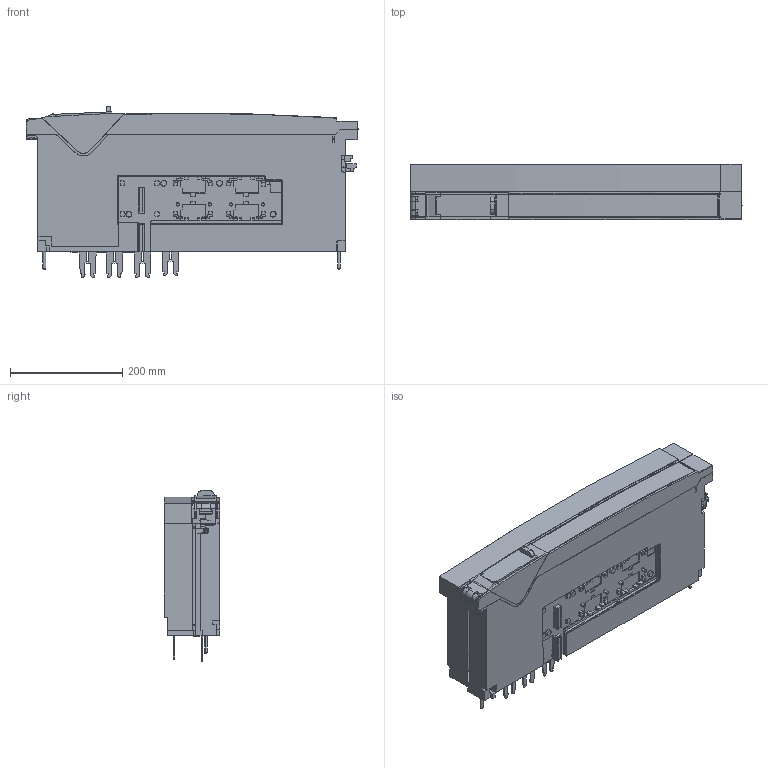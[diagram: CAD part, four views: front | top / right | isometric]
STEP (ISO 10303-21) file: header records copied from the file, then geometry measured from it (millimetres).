
FILE_DESCRIPTION((''),'2;1');
FILE_NAME('PRT0003','2023-08-21T11:43:03',('86177'),(''),'CREO PARAMETRIC BY PTC INC, 2016390','CREO PARAMETRIC BY PTC INC, 2016390','');
FILE_SCHEMA(('AUTOMOTIVE_DESIGN { 1 0 10303 214 1 1 1 1 }'));
Products named in the file (1): PRT0003
Bounding box: 591.48 x 99.2 x 304.76 mm (x, y, z)
Volume: 152337.6 mm3; surface area: 866764.9 mm2
Topology: 1 solids, 110 shells, 2516 faces, 7731 edges, 5445 vertices
Faces by surface type: plane 1879, cylinder 428, cone 173, extrusion 14, torus 13, bspline 5, sphere 4
Entity records: 112180 total; most frequent: CARTESIAN_POINT 18797, ORIENTED_EDGE 14123, DIRECTION 13623, EDGE_CURVE 7727, PRESENTATION_STYLE_ASSIGNMENT 7617, STYLED_ITEM 7429, CURVE_STYLE 7258, VECTOR 5715
